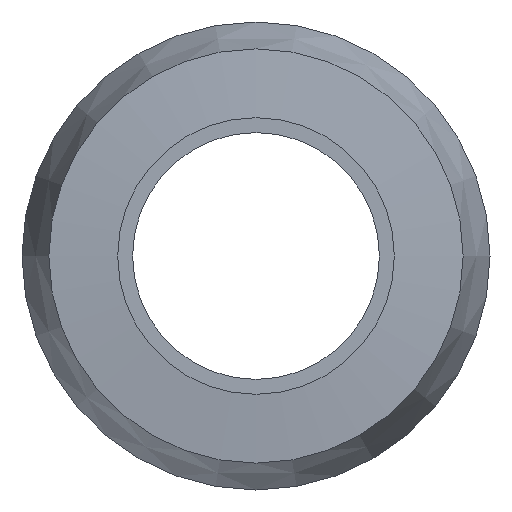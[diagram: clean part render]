
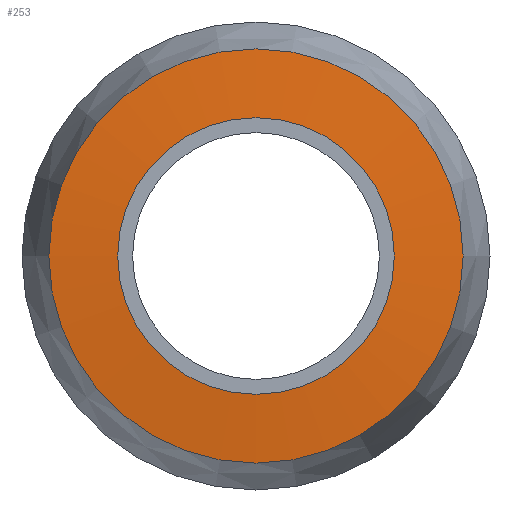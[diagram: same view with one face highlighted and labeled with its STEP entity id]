
A CAD part, left-side view. The second image highlights one B-rep face of the part: STEP entity #253.
In plain terms, the highlighted conical face has half-angle 85 degrees and reference radius 16.236 mm.
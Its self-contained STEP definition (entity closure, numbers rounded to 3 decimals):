
#15=CONICAL_SURFACE('',#284,16.236,85.);
#33=FACE_BOUND('',#83,.T.);
#54=FACE_OUTER_BOUND('',#82,.T.);
#82=EDGE_LOOP('',(#187));
#83=EDGE_LOOP('',(#188));
#117=CIRCLE('',#283,19.472);
#118=CIRCLE('',#285,13.);
#138=VERTEX_POINT('',#419);
#139=VERTEX_POINT('',#422);
#159=EDGE_CURVE('',#138,#138,#117,.T.);
#160=EDGE_CURVE('',#139,#139,#118,.T.);
#187=ORIENTED_EDGE('',*,*,#160,.F.);
#188=ORIENTED_EDGE('',*,*,#159,.T.);
#253=ADVANCED_FACE('',(#54,#33),#15,.T.);
#283=AXIS2_PLACEMENT_3D('',#420,#341,#342);
#284=AXIS2_PLACEMENT_3D('',#421,#343,#344);
#285=AXIS2_PLACEMENT_3D('',#423,#345,#346);
#341=DIRECTION('center_axis',(-1.,0.,0.));
#342=DIRECTION('ref_axis',(0.,0.,1.));
#343=DIRECTION('center_axis',(1.,0.,0.));
#344=DIRECTION('ref_axis',(0.,1.,0.));
#345=DIRECTION('center_axis',(-1.,0.,0.));
#346=DIRECTION('ref_axis',(0.,0.,1.));
#419=CARTESIAN_POINT('',(-80.434,19.472,0.));
#420=CARTESIAN_POINT('Origin',(-80.434,0.,0.));
#421=CARTESIAN_POINT('Origin',(-80.717,0.,0.));
#422=CARTESIAN_POINT('',(-81.,13.,0.));
#423=CARTESIAN_POINT('Origin',(-81.,0.,0.));
